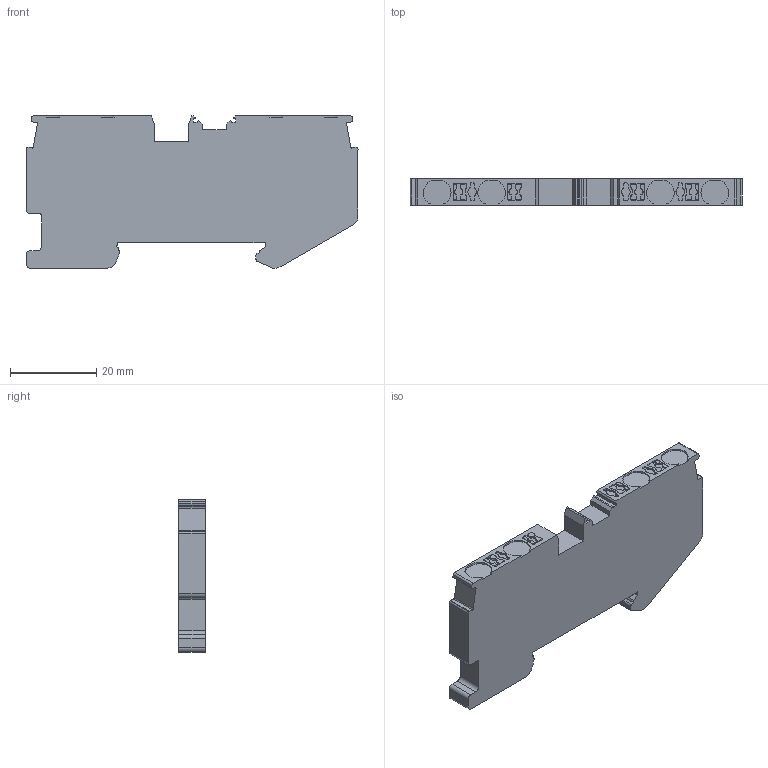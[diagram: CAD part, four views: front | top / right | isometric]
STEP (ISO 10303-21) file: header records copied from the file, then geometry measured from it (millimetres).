
FILE_DESCRIPTION( ( 'STEP AP214' ), '1' );
FILE_NAME( 'DPT4-4-PE-20190605.stp', '2022-12-15T09:47:47', ( ' ' ), ( ' ' ), 'XStep 1.0', ' ', ' ' );
FILE_SCHEMA( ( 'CONFIG_CONTROL_DESIGN) ( )' ) );
Length unit declared in the file: metre
Products named in the file (1): 零
Bounding box: 76.9 x 6.15 x 35.25 mm (x, y, z)
Volume: 13967.4 mm3; surface area: 6227.3 mm2
Topology: 1 solids, 1 shells, 326 faces, 927 edges, 618 vertices
Faces by surface type: plane 176, cylinder 150
Entity records: 13295 total; most frequent: DIRECTION 1881, CARTESIAN_POINT 1872, ORIENTED_EDGE 1854, EDGE_CURVE 927, AXIS2_PLACEMENT_3D 627, LINE 627, VECTOR 627, VERTEX_POINT 618
